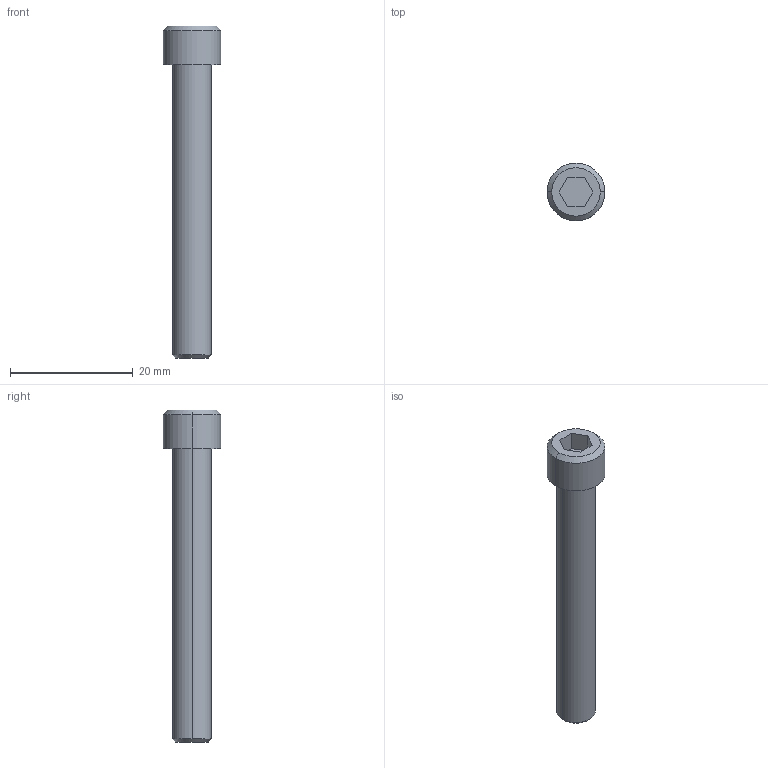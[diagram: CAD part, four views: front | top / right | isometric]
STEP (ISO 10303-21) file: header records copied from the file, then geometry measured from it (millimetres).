
FILE_DESCRIPTION (( 'STEP AP214' ), '1' );
FILE_NAME ('D1002405-v1_aLIGO_SUS_HSTS_Ring Fixture Stop Screw.STEP', '2011-03-21T16:48:06', ( '' ), ( '' ), 'SwSTEP 2.0', 'SolidWorks 2010', '' );
FILE_SCHEMA (( 'AUTOMOTIVE_DESIGN' ));
Length unit declared in the file: inch
Products named in the file (1): D1002405-v1_aLIGO_SUS_HSTS_Ring Fixture Stop Screw
Bounding box: 9.4 x 9.4 x 54.03 mm (x, y, z)
Volume: 1829.9 mm3; surface area: 1356.5 mm2
Topology: 1 solids, 1 shells, 21 faces, 44 edges, 28 vertices
Faces by surface type: plane 11, cylinder 6, cone 4
Entity records: 602 total; most frequent: DIRECTION 104, CARTESIAN_POINT 94, ORIENTED_EDGE 88, EDGE_CURVE 44, AXIS2_PLACEMENT_3D 38, VERTEX_POINT 28, VECTOR 28, LINE 28
